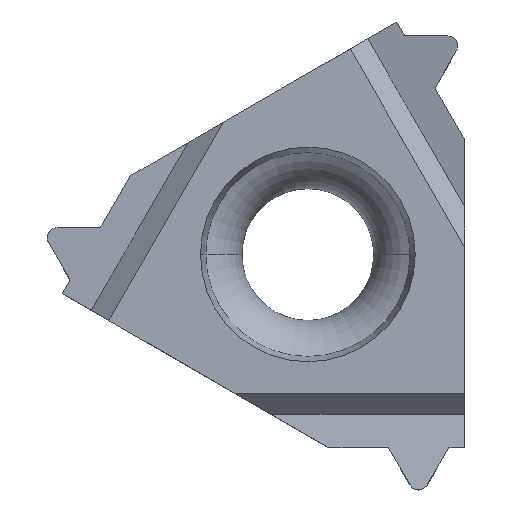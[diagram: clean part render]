
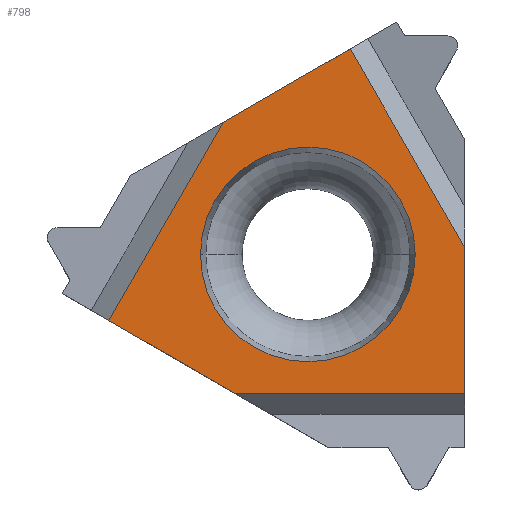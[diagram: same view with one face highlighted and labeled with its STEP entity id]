
A CAD part, top view. The second image highlights one B-rep face of the part: STEP entity #798.
In plain terms, the highlighted planar face has unit normal (0, 0, 1).
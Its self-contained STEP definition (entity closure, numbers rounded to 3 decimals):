
#18=DIRECTION('',(0.5,-0.866,0.));
#19=VECTOR('',#18,6.955);
#20=CARTESIAN_POINT('',(1.285,6.241,0.));
#21=LINE('',#20,#19);
#26=DIRECTION('',(0.,-1.,0.));
#27=VECTOR('',#26,4.451);
#28=CARTESIAN_POINT('',(4.763,0.218,0.));
#29=LINE('',#28,#27);
#33=DIRECTION('',(-0.866,0.5,0.));
#34=VECTOR('',#33,4.451);
#35=CARTESIAN_POINT('',(-2.193,-4.233,
0.));
#36=LINE('',#35,#34);
#40=DIRECTION('',(0.5,0.866,0.));
#41=VECTOR('',#40,6.955);
#42=CARTESIAN_POINT('',(-6.047,-2.008,
0.));
#43=LINE('',#42,#41);
#47=DIRECTION('',(0.866,0.5,0.));
#48=VECTOR('',#47,4.451);
#49=CARTESIAN_POINT('',(-2.57,4.016,0.));
#50=LINE('',#49,#48);
#54=CARTESIAN_POINT('',(0.,0.,0.));
#55=DIRECTION('',(0.,0.,1.));
#56=DIRECTION('',(1.,0.,0.));
#57=AXIS2_PLACEMENT_3D('',#54,#55,#56);
#62=CARTESIAN_POINT('',(0.,0.,0.));
#63=DIRECTION('',(0.,0.,1.));
#64=DIRECTION('',(-1.,0.,0.));
#65=AXIS2_PLACEMENT_3D('',#62,#63,#64);
#154=DIRECTION('',(1.,0.,0.));
#155=VECTOR('',#154,6.955);
#156=CARTESIAN_POINT('',(-2.193,-4.233,
0.));
#157=LINE('',#156,#155);
#664=CARTESIAN_POINT('',(1.285,6.241,
0.));
#665=CARTESIAN_POINT('',(4.763,0.218,0.));
#666=VERTEX_POINT('',#664);
#667=VERTEX_POINT('',#665);
#668=CARTESIAN_POINT('',(4.763,-4.233,0.));
#669=VERTEX_POINT('',#668);
#670=CARTESIAN_POINT('',(-2.193,-4.233,
0.));
#671=VERTEX_POINT('',#670);
#672=CARTESIAN_POINT('',(-6.047,-2.008,
0.));
#673=VERTEX_POINT('',#672);
#674=CARTESIAN_POINT('',(-2.57,4.016,
0.));
#675=VERTEX_POINT('',#674);
#676=CARTESIAN_POINT('',(3.261,0.,0.));
#677=CARTESIAN_POINT('',(-3.261,0.,0.));
#678=VERTEX_POINT('',#676);
#679=VERTEX_POINT('',#677);
#773=CARTESIAN_POINT('',(0.,0.,0.));
#774=DIRECTION('',(0.,0.,1.));
#775=DIRECTION('',(-1.,0.,0.));
#776=AXIS2_PLACEMENT_3D('',#773,#774,#775);
#777=PLANE('',#776);
#779=ORIENTED_EDGE('',*,*,#778,.T.);
#781=ORIENTED_EDGE('',*,*,#780,.T.);
#783=ORIENTED_EDGE('',*,*,#782,.F.);
#785=ORIENTED_EDGE('',*,*,#784,.T.);
#787=ORIENTED_EDGE('',*,*,#786,.T.);
#789=ORIENTED_EDGE('',*,*,#788,.T.);
#790=EDGE_LOOP('',(#779,#781,#783,#785,#787,#789));
#791=FACE_OUTER_BOUND('',#790,.F.);
#793=ORIENTED_EDGE('',*,*,#792,.T.);
#795=ORIENTED_EDGE('',*,*,#794,.T.);
#796=EDGE_LOOP('',(#793,#795));
#797=FACE_BOUND('',#796,.F.);
#58=CIRCLE('',#57,3.261);
#66=CIRCLE('',#65,3.261);
#778=EDGE_CURVE('',#666,#667,#21,.T.);
#780=EDGE_CURVE('',#667,#669,#29,.T.);
#782=EDGE_CURVE('',#671,#669,#157,.T.);
#784=EDGE_CURVE('',#671,#673,#36,.T.);
#786=EDGE_CURVE('',#673,#675,#43,.T.);
#788=EDGE_CURVE('',#675,#666,#50,.T.);
#792=EDGE_CURVE('',#678,#679,#58,.T.);
#794=EDGE_CURVE('',#679,#678,#66,.T.);
#798=ADVANCED_FACE('',(#791,#797),#777,.T.);
